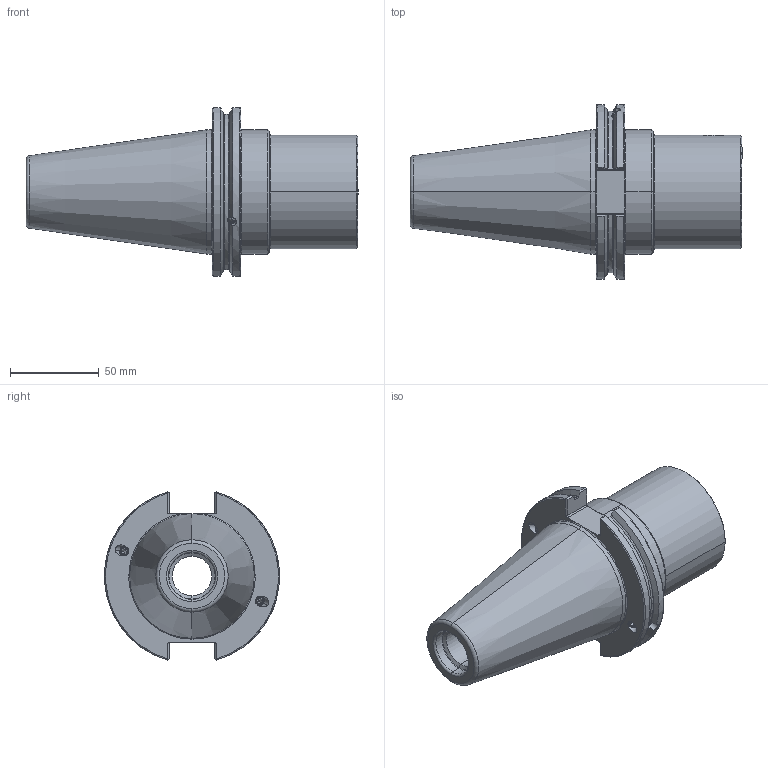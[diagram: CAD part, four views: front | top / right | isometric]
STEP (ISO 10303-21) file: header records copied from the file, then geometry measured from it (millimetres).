
FILE_DESCRIPTION (( 'STEP AP203' ), '1' );
FILE_NAME ('104.450.064.085.STEP', '2024-08-26T12:25:18', ( '' ), ( '' ), 'SwSTEP 2.0', 'SolidWorks 2022', '' );
FILE_SCHEMA (( 'CONFIG_CONTROL_DESIGN' ));
Length unit declared in the file: millimetre
Products named in the file (5): 104.450.064.085; ST6-ER1.001.018_A; CB5-ST6.K01.085_C; KVT_MB_600_050; ISO 4026 - M5 x 5_PreviewCfg
Assembly tree (6 placements, depth 2):
  104.450.064.085
    CB5-ST6.K01.085_C
    ST6-ER1.001.018_A
    ISO 4026 - M5 x 5_PreviewCfg  x2
    KVT_MB_600_050  x2
Bounding box: 186.6 x 98.41 x 94.52 mm (x, y, z)
Volume: 474847.2 mm3; surface area: 67159.3 mm2
Topology: 8 solids, 8 shells, 285 faces, 683 edges, 407 vertices
Faces by surface type: cone 96, cylinder 75, plane 75, torus 33, sphere 4, bspline 2
Entity records: 8328 total; most frequent: CARTESIAN_POINT 2271, DIRECTION 1171, ORIENTED_EDGE 1146, EDGE_CURVE 573, AXIS2_PLACEMENT_3D 464, VERTEX_POINT 348, EDGE_LOOP 253, VECTOR 243
